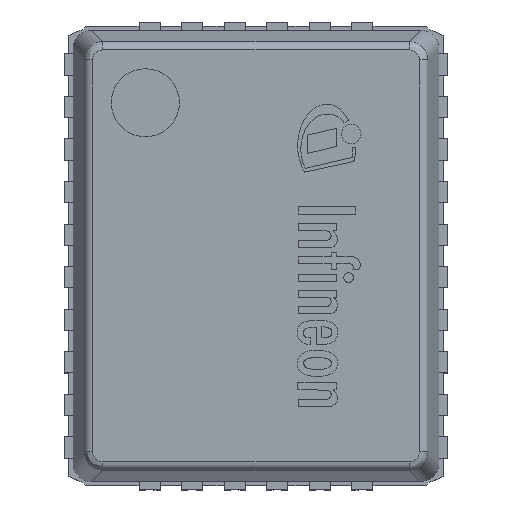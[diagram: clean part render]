
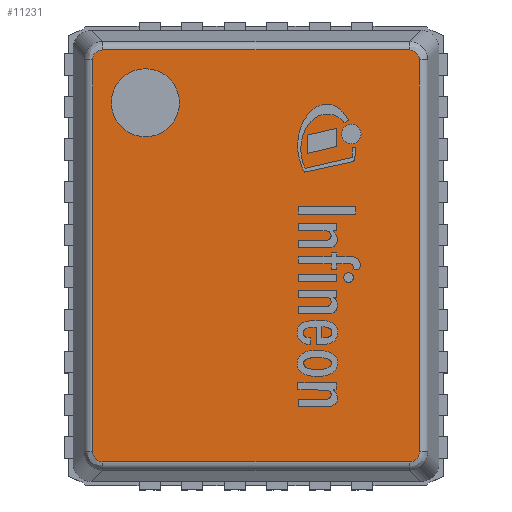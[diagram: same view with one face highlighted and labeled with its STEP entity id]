
A CAD part, top view. The second image highlights one B-rep face of the part: STEP entity #11231.
In plain terms, the highlighted planar face has unit normal (0, 0, 1).
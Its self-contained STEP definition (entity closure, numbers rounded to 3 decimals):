
#17=ELLIPSE('',#12039,0.125,0.12);
#19=ELLIPSE('',#12047,0.125,0.12);
#22=ELLIPSE('',#12051,0.125,0.12);
#24=ELLIPSE('',#12057,0.125,0.12);
#121=FACE_BOUND('',#1734,.T.);
#448=CIRCLE('',#12036,0.4);
#1088=FACE_OUTER_BOUND('',#1733,.T.);
#1733=EDGE_LOOP('',(#10065,#10066,#10067,#10068,#10069,#10070,#10071,#10072));
#1734=EDGE_LOOP('',(#10073));
#3068=LINE('',#18579,#4416);
#3071=LINE('',#18586,#4419);
#3072=LINE('',#18651,#4420);
#3075=LINE('',#18658,#4423);
#4416=VECTOR('',#14920,1.);
#4419=VECTOR('',#14927,1.);
#4420=VECTOR('',#14944,1.);
#4423=VECTOR('',#14951,1.);
#5423=VERTEX_POINT('',#18539);
#5425=VERTEX_POINT('',#18568);
#5426=VERTEX_POINT('',#18570);
#5429=VERTEX_POINT('',#18577);
#5430=VERTEX_POINT('',#18582);
#5433=VERTEX_POINT('',#18613);
#5434=VERTEX_POINT('',#18642);
#5437=VERTEX_POINT('',#18649);
#5438=VERTEX_POINT('',#18654);
#6957=EDGE_CURVE('',#5423,#5423,#448,.T.);
#6959=EDGE_CURVE('',#5425,#5426,#17,.T.);
#6963=EDGE_CURVE('',#5429,#5425,#3068,.T.);
#6967=EDGE_CURVE('',#5426,#5430,#3071,.T.);
#6969=EDGE_CURVE('',#5433,#5429,#19,.T.);
#6973=EDGE_CURVE('',#5430,#5434,#22,.T.);
#6975=EDGE_CURVE('',#5437,#5433,#3072,.T.);
#6979=EDGE_CURVE('',#5434,#5438,#3075,.T.);
#6981=EDGE_CURVE('',#5438,#5437,#24,.T.);
#10065=ORIENTED_EDGE('',*,*,#6959,.F.);
#10066=ORIENTED_EDGE('',*,*,#6963,.F.);
#10067=ORIENTED_EDGE('',*,*,#6969,.F.);
#10068=ORIENTED_EDGE('',*,*,#6975,.F.);
#10069=ORIENTED_EDGE('',*,*,#6981,.F.);
#10070=ORIENTED_EDGE('',*,*,#6979,.F.);
#10071=ORIENTED_EDGE('',*,*,#6973,.F.);
#10072=ORIENTED_EDGE('',*,*,#6967,.F.);
#10073=ORIENTED_EDGE('',*,*,#6957,.T.);
#10596=PLANE('',#12064);
#11231=ADVANCED_FACE('',(#1088,#121),#10596,.T.);
#12036=AXIS2_PLACEMENT_3D('',#18540,#14904,#14905);
#12039=AXIS2_PLACEMENT_3D('',#18571,#14910,#14911);
#12047=AXIS2_PLACEMENT_3D('',#18615,#14930,#14931);
#12051=AXIS2_PLACEMENT_3D('',#18646,#14938,#14939);
#12057=AXIS2_PLACEMENT_3D('',#18685,#14954,#14955);
#12064=AXIS2_PLACEMENT_3D('',#18704,#14975,#14976);
#14904=DIRECTION('center_axis',(0.,0.,-1.));
#14905=DIRECTION('ref_axis',(0.,1.,0.));
#14910=DIRECTION('center_axis',(0.,0.,-1.));
#14911=DIRECTION('ref_axis',(-0.707,-0.707,0.));
#14920=DIRECTION('',(-1.,0.,0.));
#14927=DIRECTION('',(0.,1.,0.));
#14930=DIRECTION('center_axis',(0.,0.,-1.));
#14931=DIRECTION('ref_axis',(0.707,-0.707,0.));
#14938=DIRECTION('center_axis',(0.,0.,-1.));
#14939=DIRECTION('ref_axis',(-0.707,0.707,0.));
#14944=DIRECTION('',(0.,-1.,0.));
#14951=DIRECTION('',(1.,0.,0.));
#14954=DIRECTION('center_axis',(0.,0.,-1.));
#14955=DIRECTION('ref_axis',(0.707,0.707,0.));
#14975=DIRECTION('center_axis',(0.,0.,1.));
#14976=DIRECTION('ref_axis',(1.,0.,0.));
#18539=CARTESIAN_POINT('',(-1.3,1.4,0.9));
#18540=CARTESIAN_POINT('Origin',(-1.3,1.8,0.9));
#18568=CARTESIAN_POINT('',(-1.803,-2.42,0.9));
#18570=CARTESIAN_POINT('',(-1.92,-2.303,0.9));
#18571=CARTESIAN_POINT('Origin',(-1.798,-2.298,0.9));
#18577=CARTESIAN_POINT('',(1.803,-2.42,0.9));
#18579=CARTESIAN_POINT('',(1.075,-2.42,0.9));
#18582=CARTESIAN_POINT('',(-1.92,2.303,0.9));
#18586=CARTESIAN_POINT('',(-1.92,-1.325,0.9));
#18613=CARTESIAN_POINT('',(1.92,-2.303,0.9));
#18615=CARTESIAN_POINT('Origin',(1.798,-2.298,0.9));
#18642=CARTESIAN_POINT('',(-1.803,2.42,0.9));
#18646=CARTESIAN_POINT('Origin',(-1.798,2.298,0.9));
#18649=CARTESIAN_POINT('',(1.92,2.303,0.9));
#18651=CARTESIAN_POINT('',(1.92,1.325,0.9));
#18654=CARTESIAN_POINT('',(1.803,2.42,0.9));
#18658=CARTESIAN_POINT('',(-1.075,2.42,0.9));
#18685=CARTESIAN_POINT('Origin',(1.798,2.298,0.9));
#18704=CARTESIAN_POINT('Origin',(0.,0.,0.9));
